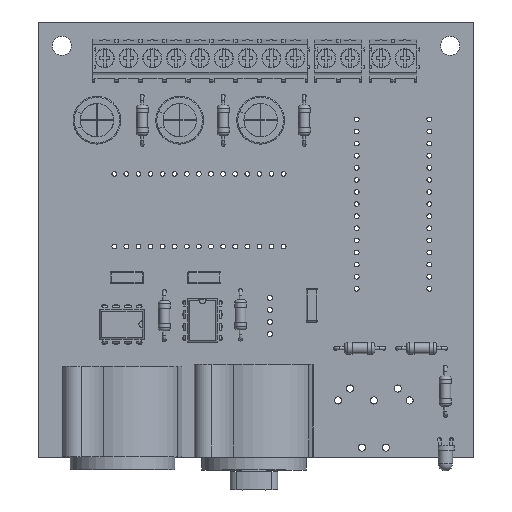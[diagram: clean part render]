
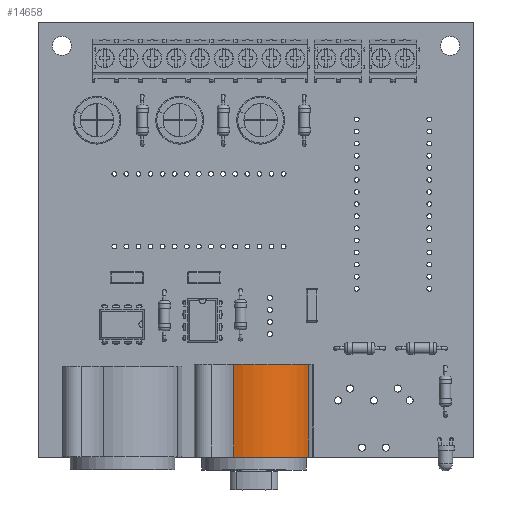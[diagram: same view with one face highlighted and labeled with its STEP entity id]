
A CAD part, top view. The second image highlights one B-rep face of the part: STEP entity #14658.
In plain terms, the highlighted cylindrical face has radius 12.8 mm (diameter 25.6 mm), a partial arc.
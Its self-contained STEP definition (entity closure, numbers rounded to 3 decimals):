
#14373 = VERTEX_POINT('',#14374);
#14374 = CARTESIAN_POINT('',(11.5,18.12,-2.35));
#14380 = EDGE_CURVE('',#14381,#14373,#14383,.T.);
#14381 = VERTEX_POINT('',#14382);
#14382 = CARTESIAN_POINT('',(11.5,18.12,17.15));
#14383 = LINE('',#14384,#14385);
#14384 = CARTESIAN_POINT('',(11.5,18.12,17.15));
#14385 = VECTOR('',#14386,1.);
#14386 = DIRECTION('',(0.,0.,-1.));
#14630 = VERTEX_POINT('',#14631);
#14631 = CARTESIAN_POINT('',(-4.292,24.559,17.15));
#14640 = VERTEX_POINT('',#14641);
#14641 = CARTESIAN_POINT('',(-4.292,24.559,-2.35));
#14648 = EDGE_CURVE('',#14630,#14640,#14649,.T.);
#14649 = LINE('',#14650,#14651);
#14650 = CARTESIAN_POINT('',(-4.292,24.559,17.15));
#14651 = VECTOR('',#14652,1.);
#14652 = DIRECTION('',(0.,0.,-1.));
#14658 = ADVANCED_FACE('',(#14659),#14677,.T.);
#14659 = FACE_BOUND('',#14660,.T.);
#14660 = EDGE_LOOP('',(#14661,#14662,#14669,#14670));
#14661 = ORIENTED_EDGE('',*,*,#14380,.T.);
#14662 = ORIENTED_EDGE('',*,*,#14663,.F.);
#14663 = EDGE_CURVE('',#14640,#14373,#14664,.T.);
#14664 = CIRCLE('',#14665,12.8);
#14665 = AXIS2_PLACEMENT_3D('',#14666,#14667,#14668);
#14666 = CARTESIAN_POINT('',(0.,12.5,-2.35));
#14667 = DIRECTION('',(0.,0.,-1.));
#14668 = DIRECTION('',(-0.335,0.942,0.));
#14669 = ORIENTED_EDGE('',*,*,#14648,.F.);
#14670 = ORIENTED_EDGE('',*,*,#14671,.T.);
#14671 = EDGE_CURVE('',#14630,#14381,#14672,.T.);
#14672 = CIRCLE('',#14673,12.8);
#14673 = AXIS2_PLACEMENT_3D('',#14674,#14675,#14676);
#14674 = CARTESIAN_POINT('',(0.,12.5,17.15));
#14675 = DIRECTION('',(0.,0.,-1.));
#14676 = DIRECTION('',(-0.335,0.942,0.));
#14677 = CYLINDRICAL_SURFACE('',#14678,12.8);
#14678 = AXIS2_PLACEMENT_3D('',#14679,#14680,#14681);
#14679 = CARTESIAN_POINT('',(0.,12.5,17.15));
#14680 = DIRECTION('',(0.,0.,-1.));
#14681 = DIRECTION('',(-1.,0.,0.));
